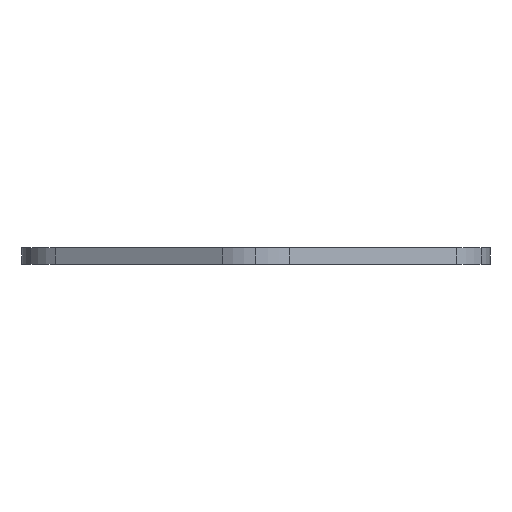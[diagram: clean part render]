
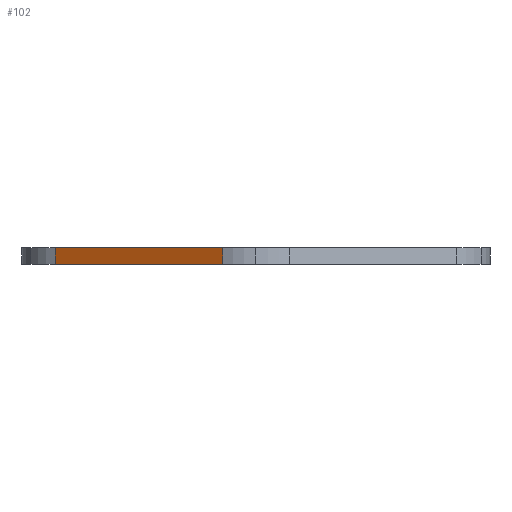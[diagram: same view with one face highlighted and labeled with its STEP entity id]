
A CAD part, left-side view. The second image highlights one B-rep face of the part: STEP entity #102.
In plain terms, the highlighted planar face has unit normal (-0.866, 0.5, 0).
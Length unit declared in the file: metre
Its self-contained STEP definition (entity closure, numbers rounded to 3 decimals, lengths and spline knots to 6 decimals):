
#102=ADVANCED_FACE('0:544',(#214),#215,.T.);
#214=FACE_OUTER_BOUND('',#536,.T.);
#215=PLANE('',#537);
#536=EDGE_LOOP('',(#826,#827,#828,#829));
#537=AXIS2_PLACEMENT_3D('',#830,#831,#832);
#826=ORIENTED_EDGE('',*,*,#1087,.T.);
#827=ORIENTED_EDGE('',*,*,#1088,.F.);
#828=ORIENTED_EDGE('',*,*,#1089,.T.);
#829=ORIENTED_EDGE('',*,*,#1084,.T.);
#830=CARTESIAN_POINT('',(-0.064846,0.034165,0.025));
#831=DIRECTION('',(-0.866,0.5,0.0));
#832=DIRECTION('',(0.5,0.866,0.0));
#1084=EDGE_CURVE('0:628',#1275,#1273,#1276,.T.);
#1087=EDGE_CURVE('0:634',#1273,#1279,#1280,.T.);
#1088=EDGE_CURVE('0:637',#1281,#1279,#1282,.T.);
#1089=EDGE_CURVE('0:640',#1281,#1275,#1283,.F.);
#1273=VERTEX_POINT('',#1503);
#1275=VERTEX_POINT('',#1505);
#1276=LINE('',#1506,#1507);
#1279=VERTEX_POINT('',#1510);
#1280=LINE('',#1511,#1512);
#1281=VERTEX_POINT('',#1513);
#1282=LINE('',#1514,#1515);
#1283=LINE('',#1516,#1517);
#1503=CARTESIAN_POINT('',(-0.050517,0.058985,0.02));
#1505=CARTESIAN_POINT('',(-0.050517,0.058985,0.025));
#1506=CARTESIAN_POINT('',(-0.050517,0.058985,0.025));
#1507=VECTOR('',#1702,1.0);
#1510=CARTESIAN_POINT('',(-0.079176,0.009345,0.02));
#1511=CARTESIAN_POINT('',(-0.057685,0.046569,0.02));
#1512=VECTOR('',#1706,1.0);
#1513=CARTESIAN_POINT('',(-0.079176,0.009345,0.025));
#1514=CARTESIAN_POINT('',(-0.079176,0.009345,0.025));
#1515=VECTOR('',#1707,1.0);
#1516=CARTESIAN_POINT('',(-0.057685,0.046569,0.025));
#1517=VECTOR('',#1708,1.0);
#1702=DIRECTION('',(0.0,0.0,-1.0));
#1706=DIRECTION('',(-0.5,-0.866,-0.0));
#1707=DIRECTION('',(0.0,0.0,-1.0));
#1708=DIRECTION('',(-0.5,-0.866,-0.0));
